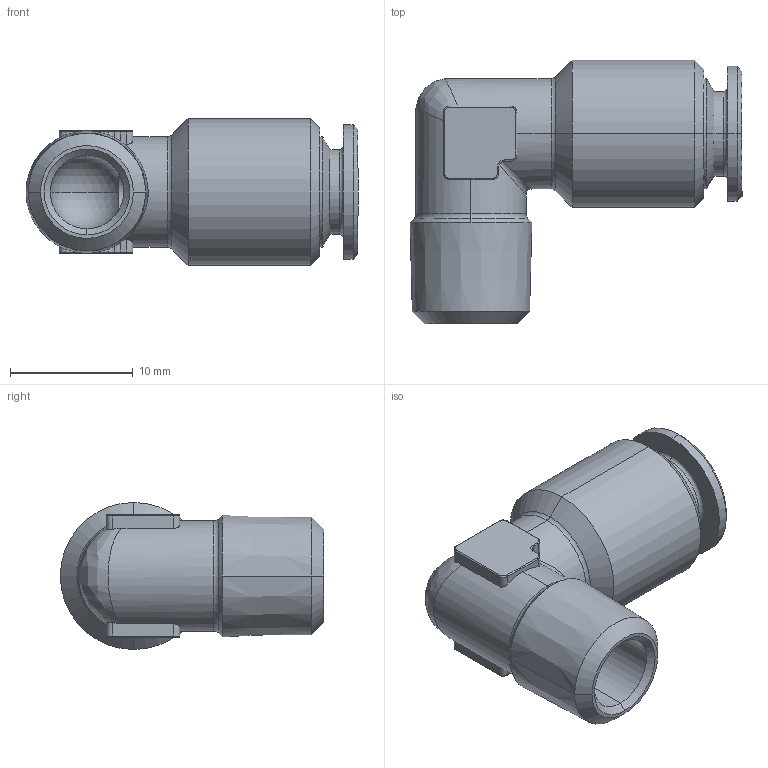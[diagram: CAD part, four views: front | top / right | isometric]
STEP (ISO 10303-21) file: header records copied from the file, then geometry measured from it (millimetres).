
FILE_DESCRIPTION (( 'STEP AP203' ), '1' );
FILE_NAME ('M0040031.STEP', '2010-08-04T11:58:46', ( '' ), ( 'sopra-pneumatic' ), 'SwSTEP 2.0', 'SolidWorks 2009', '' );
FILE_SCHEMA (( 'CONFIG_CONTROL_DESIGN' ));
Length unit declared in the file: millimetre
Products named in the file (1): M0040031
Bounding box: 27.09 x 21.5 x 12 mm (x, y, z)
Volume: 2045.8 mm3; surface area: 2131 mm2
Topology: 1 solids, 1 shells, 107 faces, 255 edges, 151 vertices
Faces by surface type: cylinder 42, cone 24, plane 19, torus 18, sphere 2, bspline 2
Entity records: 3805 total; most frequent: CARTESIAN_POINT 1223, DIRECTION 570, ORIENTED_EDGE 506, EDGE_CURVE 253, AXIS2_PLACEMENT_3D 236, VERTEX_POINT 151, CIRCLE 130, EDGE_LOOP 112
